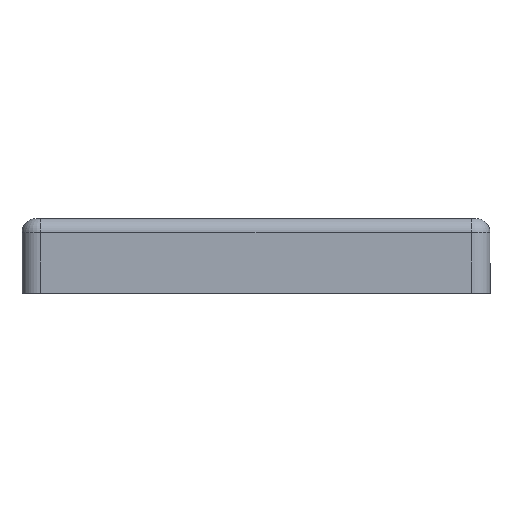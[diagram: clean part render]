
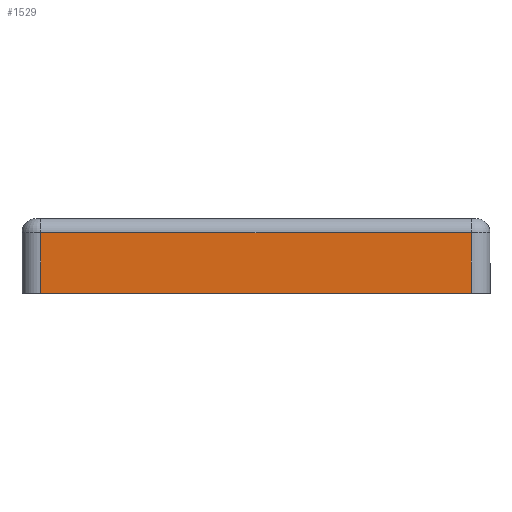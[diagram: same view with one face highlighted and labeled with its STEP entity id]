
A CAD part, left-side view. The second image highlights one B-rep face of the part: STEP entity #1529.
In plain terms, the highlighted planar face has unit normal (-1, 0, 0).
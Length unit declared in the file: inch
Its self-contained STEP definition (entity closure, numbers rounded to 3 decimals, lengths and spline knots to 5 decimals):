
#5 = LINE ( 'NONE', #2597, #96 ) ;
#16 = LINE ( 'NONE', #2530, #135 ) ;
#96 = VECTOR ( 'NONE', #2564, 39.37008 ) ;
#135 = VECTOR ( 'NONE', #2550, 39.37008 ) ;
#416 = AXIS2_PLACEMENT_3D ( 'NONE', #5199, #5165, #5155 ) ;
#612 = VECTOR ( 'NONE', #1280, 39.37008 ) ;
#713 = ORIENTED_EDGE ( 'NONE', *, *, #3166, .F. ) ;
#1280 = DIRECTION ( 'NONE',  ( 0., -1., 0. ) ) ;
#1443 = CARTESIAN_POINT ( 'NONE',  ( -1.9685, 1.9685, 0.51181 ) ) ;
#1529 = ADVANCED_FACE ( 'NONE', ( #4983 ), #5240, .F. ) ;
#1971 = CARTESIAN_POINT ( 'NONE',  ( -1.9685, -1.81102, 0. ) ) ;
#2530 = CARTESIAN_POINT ( 'NONE',  ( -1.9685, 1.81102, 0.62992 ) ) ;
#2550 = DIRECTION ( 'NONE',  ( 0., 0., 1. ) ) ;
#2564 = DIRECTION ( 'NONE',  ( 0., 1., 0. ) ) ;
#2597 = CARTESIAN_POINT ( 'NONE',  ( -1.9685, 1.9685, 0. ) ) ;
#2816 = VECTOR ( 'NONE', #2891, 39.37008 ) ;
#2891 = DIRECTION ( 'NONE',  ( 0., 0., -1. ) ) ;
#2971 = CARTESIAN_POINT ( 'NONE',  ( -1.9685, -1.81102, 0.62992 ) ) ;
#3004 = EDGE_CURVE ( 'NONE', #4034, #3815, #5272, .T. ) ;
#3036 = EDGE_CURVE ( 'NONE', #3815, #4216, #5, .T. ) ;
#3044 = EDGE_CURVE ( 'NONE', #4216, #5446, #16, .T. ) ;
#3166 = EDGE_CURVE ( 'NONE', #5446, #4034, #5375, .T. ) ;
#3447 = ORIENTED_EDGE ( 'NONE', *, *, #3004, .F. ) ;
#3548 = ORIENTED_EDGE ( 'NONE', *, *, #3036, .F. ) ;
#3815 = VERTEX_POINT ( 'NONE', #1971 ) ;
#4034 = VERTEX_POINT ( 'NONE', #4973 ) ;
#4216 = VERTEX_POINT ( 'NONE', #4749 ) ;
#4388 = EDGE_LOOP ( 'NONE', ( #4571, #3548, #3447, #713 ) ) ;
#4571 = ORIENTED_EDGE ( 'NONE', *, *, #3044, .F. ) ;
#4665 = CARTESIAN_POINT ( 'NONE',  ( -1.9685, 1.81102, 0.51181 ) ) ;
#4749 = CARTESIAN_POINT ( 'NONE',  ( -1.9685, 1.81102, 0. ) ) ;
#4973 = CARTESIAN_POINT ( 'NONE',  ( -1.9685, -1.81102, 0.51181 ) ) ;
#4983 = FACE_OUTER_BOUND ( 'NONE', #4388, .T. ) ;
#5155 = DIRECTION ( 'NONE',  ( 0., 0., -1. ) ) ;
#5165 = DIRECTION ( 'NONE',  ( 1., 0., 0. ) ) ;
#5199 = CARTESIAN_POINT ( 'NONE',  ( -1.9685, 1.9685, 0.62992 ) ) ;
#5240 = PLANE ( 'NONE',  #416 ) ;
#5272 = LINE ( 'NONE', #2971, #2816 ) ;
#5375 = LINE ( 'NONE', #1443, #612 ) ;
#5446 = VERTEX_POINT ( 'NONE', #4665 ) ;
